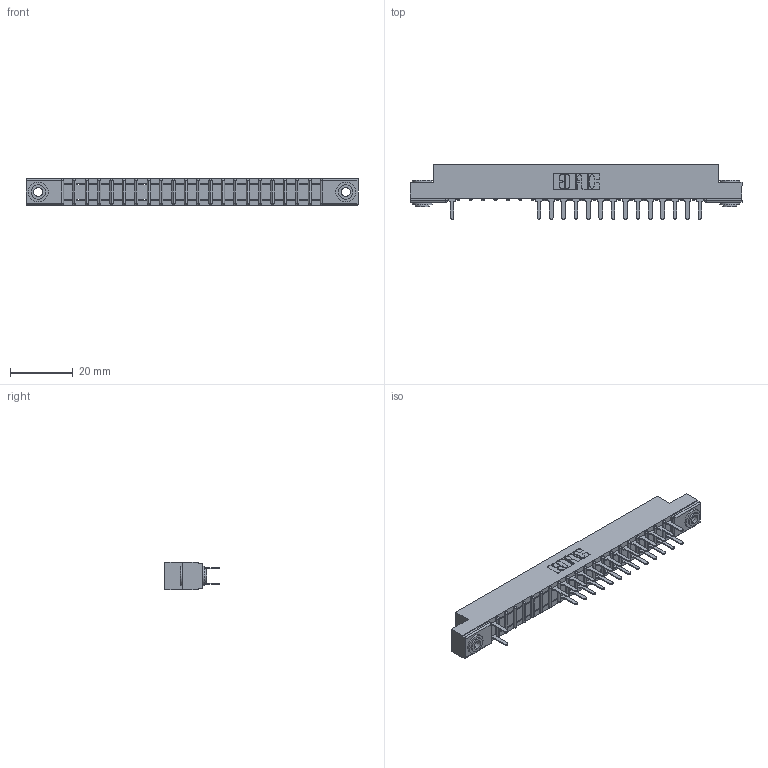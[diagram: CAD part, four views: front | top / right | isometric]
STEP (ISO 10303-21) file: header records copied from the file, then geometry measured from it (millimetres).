
FILE_DESCRIPTION (( 'STEP AP203' ), '1' );
FILE_NAME ('307-042-520-203.STEP', '2018-08-05T18:00:21', ( '' ), ( '' ), 'SwSTEP 2.0', 'SolidWorks 2016', '' );
FILE_SCHEMA (( 'CONFIG_CONTROL_DESIGN' ));
Length unit declared in the file: inch
Products named in the file (4): 345-250-002_345-250-002-102; 307-042-520-203; 307 Part_.156 Dia Mounting Holes; 307-290-001_520
Assembly tree (32 placements, depth 2):
  307-042-520-203
    307 Part_.156 Dia Mounting Holes
    307-290-001_520  x29
    345-250-002_345-250-002-102  x2
Bounding box: 106.22 x 17.42 x 8.71 mm (x, y, z)
Volume: 6802.5 mm3; surface area: 11295.6 mm2
Topology: 32 solids, 32 shells, 1656 faces, 4621 edges, 2978 vertices
Faces by surface type: plane 1071, cylinder 533, sphere 44, cone 8
Entity records: 21881 total; most frequent: CARTESIAN_POINT 3621, ORIENTED_EDGE 3590, DIRECTION 3557, EDGE_CURVE 1795, LINE 1361, VECTOR 1361, VERTEX_POINT 1162, AXIS2_PLACEMENT_3D 1098
